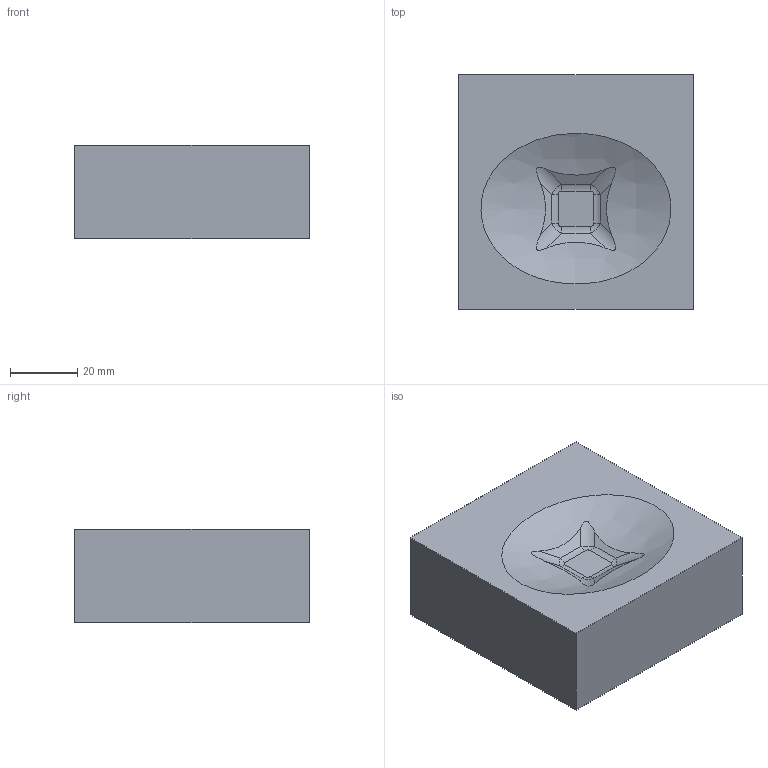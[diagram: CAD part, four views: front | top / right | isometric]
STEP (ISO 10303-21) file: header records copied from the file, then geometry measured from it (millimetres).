
FILE_DESCRIPTION(/* description */ (''),/* implementation_level */ '2;1');
FILE_NAME(/* name */ '123.stp',/* time_stamp */ '2022-02-12T17:05:46+09:00',/* author */ (''),/* organization */ (''),/* preprocessor_version */ 'ST-DEVELOPER v16',/* originating_system */ 'SIEMENS PLM Software NX 10.0',/* authorisation */ '');
FILE_SCHEMA (('CONFIG_CONTROL_DESIGN'));
Length unit declared in the file: millimetre
Products named in the file (1): model1
Bounding box: 70 x 70 x 28 mm (x, y, z)
Volume: 130697.5 mm3; surface area: 17784.5 mm2
Topology: 1 solids, 1 shells, 24 faces, 53 edges, 33 vertices
Faces by surface type: plane 11, cylinder 8, bspline 5
Entity records: 915 total; most frequent: CARTESIAN_POINT 322, ORIENTED_EDGE 106, DIRECTION 100, EDGE_CURVE 53, AXIS2_PLACEMENT_3D 36, VERTEX_POINT 33, LINE 28, VECTOR 28
